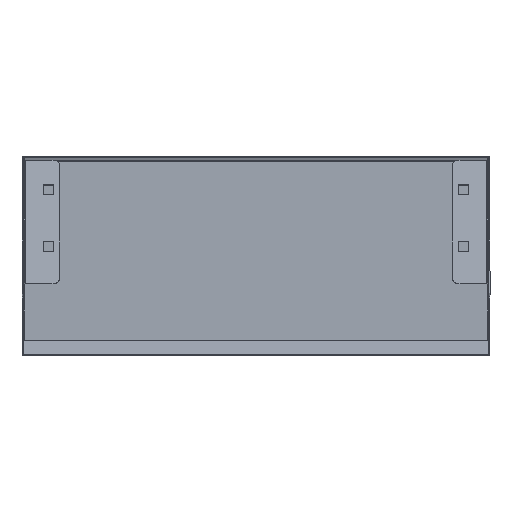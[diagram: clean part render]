
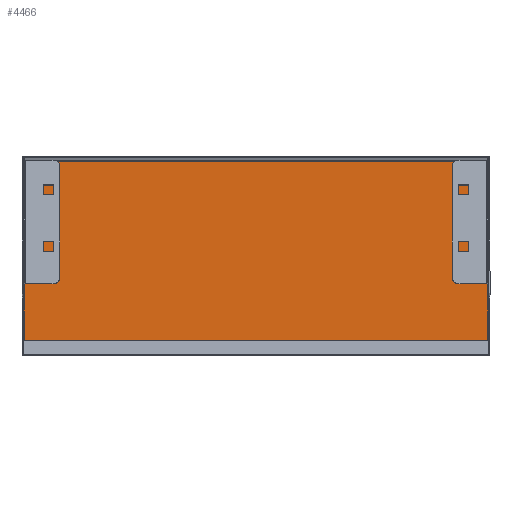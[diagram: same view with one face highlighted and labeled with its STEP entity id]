
A CAD part, front view. The second image highlights one B-rep face of the part: STEP entity #4466.
In plain terms, the highlighted planar face has unit normal (0, -1, 0).
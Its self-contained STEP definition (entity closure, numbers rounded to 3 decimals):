
#94 = VERTEX_POINT ( 'NONE', #1733 ) ;
#641 = ORIENTED_EDGE ( 'NONE', *, *, #3324, .F. ) ;
#650 = ORIENTED_EDGE ( 'NONE', *, *, #1403, .F. ) ;
#700 = ORIENTED_EDGE ( 'NONE', *, *, #4774, .F. ) ;
#748 = ORIENTED_EDGE ( 'NONE', *, *, #2187, .F. ) ;
#940 = VECTOR ( 'NONE', #1997, 1000. ) ;
#966 = VERTEX_POINT ( 'NONE', #1560 ) ;
#1015 = CARTESIAN_POINT ( 'NONE',  ( 203.8, -1.2, 80.837 ) ) ;
#1139 = VERTEX_POINT ( 'NONE', #2588 ) ;
#1403 = EDGE_CURVE ( 'NONE', #94, #3962, #3287, .T. ) ;
#1413 = CARTESIAN_POINT ( 'NONE',  ( -203.8, -1.2, 78.629 ) ) ;
#1560 = CARTESIAN_POINT ( 'NONE',  ( -203.8, -1.2, -78.79 ) ) ;
#1563 = DIRECTION ( 'NONE',  ( 1., 0., 0. ) ) ;
#1733 = CARTESIAN_POINT ( 'NONE',  ( 203.8, -1.2, 78.629 ) ) ;
#1997 = DIRECTION ( 'NONE',  ( 0., 0., -1. ) ) ;
#2177 = DIRECTION ( 'NONE',  ( 0., 0., 1. ) ) ;
#2185 = DIRECTION ( 'NONE',  ( 0., 1., 0. ) ) ;
#2187 = EDGE_CURVE ( 'NONE', #966, #1139, #2566, .T. ) ;
#2191 = PLANE ( 'NONE',  #2770 ) ;
#2231 = CARTESIAN_POINT ( 'NONE',  ( 0., -1.2, 0. ) ) ;
#2566 = LINE ( 'NONE', #5288, #3173 ) ;
#2588 = CARTESIAN_POINT ( 'NONE',  ( -203.8, -1.2, 78.629 ) ) ;
#2770 = AXIS2_PLACEMENT_3D ( 'NONE', #2231, #2185, #2177 ) ;
#2868 = CARTESIAN_POINT ( 'NONE',  ( 203.8, -1.2, -78.79 ) ) ;
#2989 = DIRECTION ( 'NONE',  ( -1., 0., 0. ) ) ;
#3173 = VECTOR ( 'NONE', #5351, 1000. ) ;
#3287 = LINE ( 'NONE', #1015, #940 ) ;
#3324 = EDGE_CURVE ( 'NONE', #3962, #966, #5321, .T. ) ;
#3962 = VERTEX_POINT ( 'NONE', #4570 ) ;
#4057 = VECTOR ( 'NONE', #1563, 1000. ) ;
#4134 = LINE ( 'NONE', #1413, #4057 ) ;
#4290 = FACE_OUTER_BOUND ( 'NONE', #5329, .T. ) ;
#4466 = ADVANCED_FACE ( 'NONE', ( #4290 ), #2191, .F. ) ;
#4570 = CARTESIAN_POINT ( 'NONE',  ( 203.8, -1.2, -78.79 ) ) ;
#4774 = EDGE_CURVE ( 'NONE', #1139, #94, #4134, .T. ) ;
#5288 = CARTESIAN_POINT ( 'NONE',  ( -203.8, -1.2, -81.238 ) ) ;
#5295 = VECTOR ( 'NONE', #2989, 1000. ) ;
#5321 = LINE ( 'NONE', #2868, #5295 ) ;
#5329 = EDGE_LOOP ( 'NONE', ( #641, #650, #700, #748 ) ) ;
#5351 = DIRECTION ( 'NONE',  ( 0., 0., 1. ) ) ;
